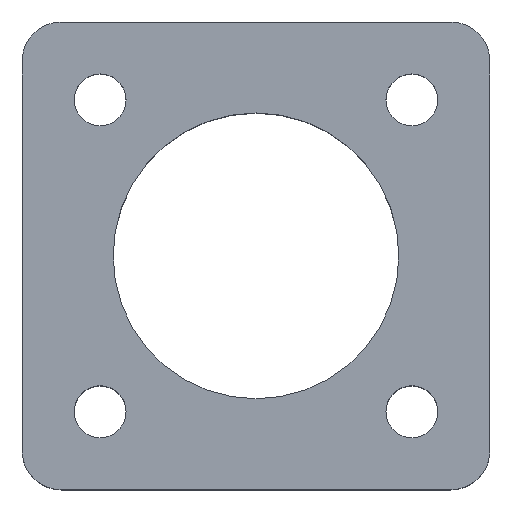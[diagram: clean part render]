
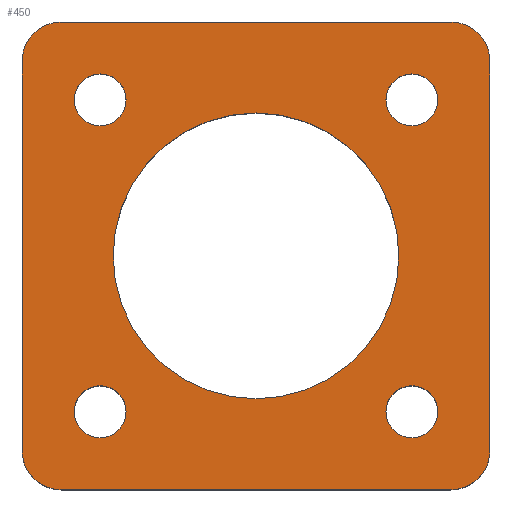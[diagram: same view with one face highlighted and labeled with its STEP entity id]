
A CAD part, top view. The second image highlights one B-rep face of the part: STEP entity #450.
In plain terms, the highlighted planar face has unit normal (0, 0, 1).
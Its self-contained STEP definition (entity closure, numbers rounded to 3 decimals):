
#95=CARTESIAN_POINT('',(0.,0.,14.));
#96=DIRECTION('',(0.,0.,1.));
#97=DIRECTION('',(1.,0.,0.));
#98=AXIS2_PLACEMENT_3D('',#95,#96,#97);
#100=CARTESIAN_POINT('',(0.,0.,14.));
#101=DIRECTION('',(0.,0.,1.));
#102=DIRECTION('',(-1.,0.,0.));
#103=AXIS2_PLACEMENT_3D('',#100,#101,#102);
#105=CARTESIAN_POINT('',(-24.,24.,14.));
#106=DIRECTION('',(0.,0.,1.));
#107=DIRECTION('',(1.,0.,0.));
#108=AXIS2_PLACEMENT_3D('',#105,#106,#107);
#110=CARTESIAN_POINT('',(-24.,24.,14.));
#111=DIRECTION('',(0.,0.,1.));
#112=DIRECTION('',(-1.,0.,0.));
#113=AXIS2_PLACEMENT_3D('',#110,#111,#112);
#115=CARTESIAN_POINT('',(24.,24.,14.));
#116=DIRECTION('',(0.,0.,1.));
#117=DIRECTION('',(1.,0.,0.));
#118=AXIS2_PLACEMENT_3D('',#115,#116,#117);
#120=CARTESIAN_POINT('',(24.,24.,14.));
#121=DIRECTION('',(0.,0.,1.));
#122=DIRECTION('',(-1.,0.,0.));
#123=AXIS2_PLACEMENT_3D('',#120,#121,#122);
#125=CARTESIAN_POINT('',(24.,-24.,14.));
#126=DIRECTION('',(0.,0.,1.));
#127=DIRECTION('',(1.,0.,0.));
#128=AXIS2_PLACEMENT_3D('',#125,#126,#127);
#130=CARTESIAN_POINT('',(24.,-24.,14.));
#131=DIRECTION('',(0.,0.,1.));
#132=DIRECTION('',(-1.,0.,0.));
#133=AXIS2_PLACEMENT_3D('',#130,#131,#132);
#135=CARTESIAN_POINT('',(-24.,-24.,14.));
#136=DIRECTION('',(0.,0.,1.));
#137=DIRECTION('',(1.,0.,0.));
#138=AXIS2_PLACEMENT_3D('',#135,#136,#137);
#140=CARTESIAN_POINT('',(-24.,-24.,14.));
#141=DIRECTION('',(0.,0.,1.));
#142=DIRECTION('',(-1.,0.,0.));
#143=AXIS2_PLACEMENT_3D('',#140,#141,#142);
#145=CARTESIAN_POINT('',(30.,-30.,14.));
#146=DIRECTION('',(0.,0.,1.));
#147=DIRECTION('',(0.,-1.,0.));
#148=AXIS2_PLACEMENT_3D('',#145,#146,#147);
#150=DIRECTION('',(1.,0.,0.));
#151=VECTOR('',#150,60.);
#152=CARTESIAN_POINT('',(-30.,-36.,14.));
#153=LINE('',#152,#151);
#154=CARTESIAN_POINT('',(-30.,-30.,14.));
#155=DIRECTION('',(0.,0.,1.));
#156=DIRECTION('',(-1.,0.,0.));
#157=AXIS2_PLACEMENT_3D('',#154,#155,#156);
#159=DIRECTION('',(0.,-1.,0.));
#160=VECTOR('',#159,60.);
#161=CARTESIAN_POINT('',(-36.,30.,14.));
#162=LINE('',#161,#160);
#163=CARTESIAN_POINT('',(-30.,30.,14.));
#164=DIRECTION('',(0.,0.,1.));
#165=DIRECTION('',(0.,1.,0.));
#166=AXIS2_PLACEMENT_3D('',#163,#164,#165);
#168=DIRECTION('',(-1.,0.,0.));
#169=VECTOR('',#168,60.);
#170=CARTESIAN_POINT('',(30.,36.,14.));
#171=LINE('',#170,#169);
#172=CARTESIAN_POINT('',(30.,30.,14.));
#173=DIRECTION('',(0.,0.,1.));
#174=DIRECTION('',(1.,0.,0.));
#175=AXIS2_PLACEMENT_3D('',#172,#173,#174);
#177=DIRECTION('',(0.,1.,0.));
#178=VECTOR('',#177,60.);
#179=CARTESIAN_POINT('',(36.,-30.,14.));
#180=LINE('',#179,#178);
#249=CARTESIAN_POINT('',(22.,0.,14.));
#250=CARTESIAN_POINT('',(-22.,0.,14.));
#251=VERTEX_POINT('',#249);
#252=VERTEX_POINT('',#250);
#269=CARTESIAN_POINT('',(-20.,24.,14.));
#270=CARTESIAN_POINT('',(-28.,24.,14.));
#271=VERTEX_POINT('',#269);
#272=VERTEX_POINT('',#270);
#273=CARTESIAN_POINT('',(28.,24.,14.));
#274=CARTESIAN_POINT('',(20.,24.,14.));
#275=VERTEX_POINT('',#273);
#276=VERTEX_POINT('',#274);
#277=CARTESIAN_POINT('',(28.,-24.,14.));
#278=CARTESIAN_POINT('',(20.,-24.,14.));
#279=VERTEX_POINT('',#277);
#280=VERTEX_POINT('',#278);
#281=CARTESIAN_POINT('',(-20.,-24.,14.));
#282=CARTESIAN_POINT('',(-28.,-24.,14.));
#283=VERTEX_POINT('',#281);
#284=VERTEX_POINT('',#282);
#289=CARTESIAN_POINT('',(30.,-36.,14.));
#290=VERTEX_POINT('',#289);
#291=CARTESIAN_POINT('',(36.,-30.,14.));
#292=VERTEX_POINT('',#291);
#297=CARTESIAN_POINT('',(-36.,-30.,14.));
#298=VERTEX_POINT('',#297);
#299=CARTESIAN_POINT('',(-30.,-36.,14.));
#300=VERTEX_POINT('',#299);
#305=CARTESIAN_POINT('',(-30.,36.,14.));
#306=VERTEX_POINT('',#305);
#307=CARTESIAN_POINT('',(-36.,30.,14.));
#308=VERTEX_POINT('',#307);
#313=CARTESIAN_POINT('',(36.,30.,14.));
#314=VERTEX_POINT('',#313);
#315=CARTESIAN_POINT('',(30.,36.,14.));
#316=VERTEX_POINT('',#315);
#399=CARTESIAN_POINT('',(0.,0.,14.));
#400=DIRECTION('',(0.,0.,1.));
#401=DIRECTION('',(1.,0.,0.));
#402=AXIS2_PLACEMENT_3D('',#399,#400,#401);
#403=PLANE('',#402);
#405=ORIENTED_EDGE('',*,*,#404,.F.);
#407=ORIENTED_EDGE('',*,*,#406,.F.);
#409=ORIENTED_EDGE('',*,*,#408,.F.);
#411=ORIENTED_EDGE('',*,*,#410,.F.);
#413=ORIENTED_EDGE('',*,*,#412,.F.);
#415=ORIENTED_EDGE('',*,*,#414,.F.);
#417=ORIENTED_EDGE('',*,*,#416,.F.);
#419=ORIENTED_EDGE('',*,*,#418,.F.);
#420=EDGE_LOOP('',(#405,#407,#409,#411,#413,#415,#417,#419));
#421=FACE_OUTER_BOUND('',#420,.F.);
#422=ORIENTED_EDGE('',*,*,#379,.T.);
#423=ORIENTED_EDGE('',*,*,#393,.T.);
#424=EDGE_LOOP('',(#422,#423));
#425=FACE_BOUND('',#424,.F.);
#427=ORIENTED_EDGE('',*,*,#426,.T.);
#429=ORIENTED_EDGE('',*,*,#428,.T.);
#430=EDGE_LOOP('',(#427,#429));
#431=FACE_BOUND('',#430,.F.);
#433=ORIENTED_EDGE('',*,*,#432,.T.);
#435=ORIENTED_EDGE('',*,*,#434,.T.);
#436=EDGE_LOOP('',(#433,#435));
#437=FACE_BOUND('',#436,.F.);
#439=ORIENTED_EDGE('',*,*,#438,.T.);
#441=ORIENTED_EDGE('',*,*,#440,.T.);
#442=EDGE_LOOP('',(#439,#441));
#443=FACE_BOUND('',#442,.F.);
#445=ORIENTED_EDGE('',*,*,#444,.T.);
#447=ORIENTED_EDGE('',*,*,#446,.T.);
#448=EDGE_LOOP('',(#445,#447));
#449=FACE_BOUND('',#448,.F.);
#450=ADVANCED_FACE('',(#421,#425,#431,#437,#443,#449),#403,.T.);
#99=CIRCLE('',#98,22.);
#104=CIRCLE('',#103,22.);
#109=CIRCLE('',#108,4.);
#114=CIRCLE('',#113,4.);
#119=CIRCLE('',#118,4.);
#124=CIRCLE('',#123,4.);
#129=CIRCLE('',#128,4.);
#134=CIRCLE('',#133,4.);
#139=CIRCLE('',#138,4.);
#144=CIRCLE('',#143,4.);
#149=CIRCLE('',#148,6.);
#158=CIRCLE('',#157,6.);
#167=CIRCLE('',#166,6.);
#176=CIRCLE('',#175,6.);
#379=EDGE_CURVE('',#251,#252,#99,.T.);
#393=EDGE_CURVE('',#252,#251,#104,.T.);
#404=EDGE_CURVE('',#290,#292,#149,.T.);
#406=EDGE_CURVE('',#300,#290,#153,.T.);
#408=EDGE_CURVE('',#298,#300,#158,.T.);
#410=EDGE_CURVE('',#308,#298,#162,.T.);
#412=EDGE_CURVE('',#306,#308,#167,.T.);
#414=EDGE_CURVE('',#316,#306,#171,.T.);
#416=EDGE_CURVE('',#314,#316,#176,.T.);
#418=EDGE_CURVE('',#292,#314,#180,.T.);
#426=EDGE_CURVE('',#271,#272,#109,.T.);
#428=EDGE_CURVE('',#272,#271,#114,.T.);
#432=EDGE_CURVE('',#275,#276,#119,.T.);
#434=EDGE_CURVE('',#276,#275,#124,.T.);
#438=EDGE_CURVE('',#279,#280,#129,.T.);
#440=EDGE_CURVE('',#280,#279,#134,.T.);
#444=EDGE_CURVE('',#283,#284,#139,.T.);
#446=EDGE_CURVE('',#284,#283,#144,.T.);
